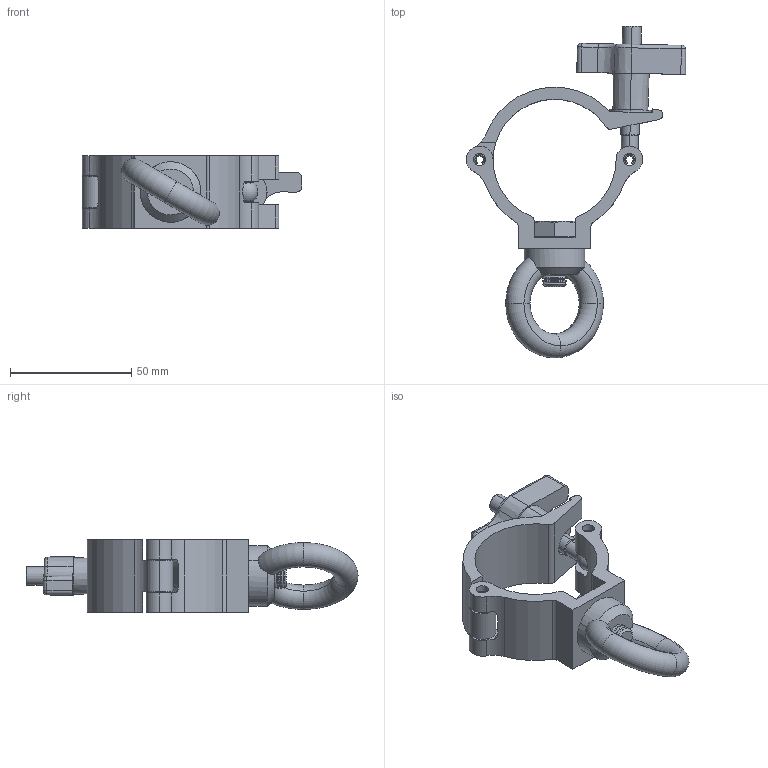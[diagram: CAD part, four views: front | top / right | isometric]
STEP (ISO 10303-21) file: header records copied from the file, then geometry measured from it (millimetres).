
FILE_DESCRIPTION (( 'STEP AP203' ), '1' );
FILE_NAME ('T58124 & T5812401.STEP', '2018-08-08T13:45:11', ( '' ), ( '' ), 'SwSTEP 2.0', 'SolidWorks 2016', '' );
FILE_SCHEMA (( 'CONFIG_CONTROL_DESIGN' ));
Length unit declared in the file: millimetre
Products named in the file (12): TH2007_TH2007 - 30MM WIDE; T42200; Doughty Knob_S3136; Hex Screw GradeC_Doughty Fastners_ISO 4018 - M10 x 20-WS; T58124 & T5812401; B Washer_Bright washer BS 4320 - M8 (Form B); TH651_TH651; T78018; TH2008_TH2008 - 30MM WIDE; TH376_TH376; TH3449; F771
Assembly tree (12 placements, depth 3):
  T58124 & T5812401
    TH651_TH651
      TH2007_TH2007 - 30MM WIDE
    F771  x2
    TH376_TH376
      TH2008_TH2008 - 30MM WIDE
    T78018
      TH3449
      B Washer_Bright washer BS 4320 - M8 (Form B)
      Doughty Knob_S3136
    T42200
    Hex Screw GradeC_Doughty Fastners_ISO 4018 - M10 x 20-WS
Bounding box: 90.51 x 136.96 x 29.9 mm (x, y, z)
Volume: 54695.5 mm3; surface area: 28812.4 mm2
Topology: 9 solids, 9 shells, 294 faces, 739 edges, 463 vertices
Faces by surface type: cylinder 104, cone 92, plane 70, torus 24, bspline 4
Entity records: 10136 total; most frequent: CARTESIAN_POINT 1904, DIRECTION 1604, ORIENTED_EDGE 1402, EDGE_CURVE 701, AXIS2_PLACEMENT_3D 659, VERTEX_POINT 439, CIRCLE 367, EDGE_LOOP 300
